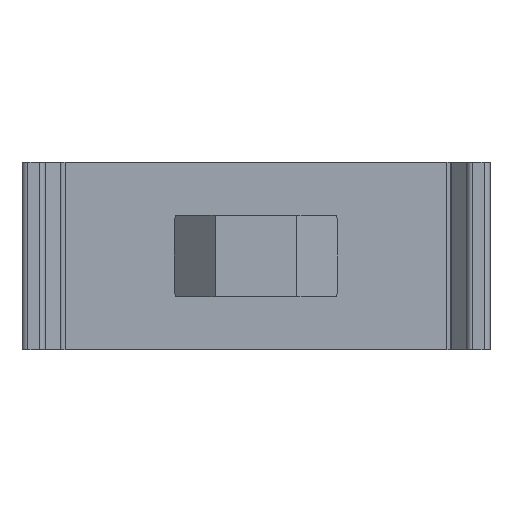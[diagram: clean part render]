
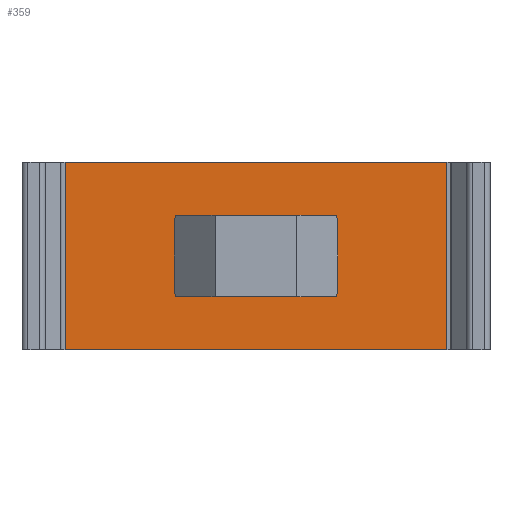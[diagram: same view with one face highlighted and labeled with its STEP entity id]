
A CAD part, front view. The second image highlights one B-rep face of the part: STEP entity #359.
In plain terms, the highlighted planar face has unit normal (0, -1, 0).
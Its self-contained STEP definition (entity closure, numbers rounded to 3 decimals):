
#359 = ADVANCED_FACE( '', ( #740, #741 ), #742, .F. );
#740 = FACE_OUTER_BOUND( '', #1117, .T. );
#741 = FACE_BOUND( '', #1118, .T. );
#742 = PLANE( '', #1119 );
#1117 = EDGE_LOOP( '', ( #2188, #2189, #2190, #2191 ) );
#1118 = EDGE_LOOP( '', ( #2192, #2193, #2194, #2195, #2196, #2197 ) );
#1119 = AXIS2_PLACEMENT_3D( '', #2198, #2199, #2200 );
#2188 = ORIENTED_EDGE( '', *, *, #2523, .T. );
#2189 = ORIENTED_EDGE( '', *, *, #2382, .F. );
#2190 = ORIENTED_EDGE( '', *, *, #2605, .F. );
#2191 = ORIENTED_EDGE( '', *, *, #2624, .T. );
#2192 = ORIENTED_EDGE( '', *, *, #2400, .T. );
#2193 = ORIENTED_EDGE( '', *, *, #2655, .T. );
#2194 = ORIENTED_EDGE( '', *, *, #2575, .T. );
#2195 = ORIENTED_EDGE( '', *, *, #2619, .T. );
#2196 = ORIENTED_EDGE( '', *, *, #2657, .T. );
#2197 = ORIENTED_EDGE( '', *, *, #2511, .T. );
#2198 = CARTESIAN_POINT( '', ( -16.3, 0., 8. ) );
#2199 = DIRECTION( '', ( 0., 1., 0. ) );
#2200 = DIRECTION( '', ( 0., 0., 1. ) );
#2382 = EDGE_CURVE( '', #2929, #2924, #2931, .T. );
#2400 = EDGE_CURVE( '', #2959, #2960, #2961, .T. );
#2511 = EDGE_CURVE( '', #3125, #2959, #3126, .T. );
#2523 = EDGE_CURVE( '', #3141, #2924, #3142, .T. );
#2575 = EDGE_CURVE( '', #3212, #3210, #3213, .T. );
#2605 = EDGE_CURVE( '', #3247, #2929, #3249, .T. );
#2619 = EDGE_CURVE( '', #3210, #3266, #3267, .T. );
#2624 = EDGE_CURVE( '', #3247, #3141, #3273, .T. );
#2655 = EDGE_CURVE( '', #2960, #3212, #3304, .T. );
#2657 = EDGE_CURVE( '', #3266, #3125, #3306, .T. );
#2924 = VERTEX_POINT( '', #3696 );
#2929 = VERTEX_POINT( '', #3703 );
#2931 = LINE( '', #3706, #3707 );
#2959 = VERTEX_POINT( '', #3743 );
#2960 = VERTEX_POINT( '', #3744 );
#2961 = LINE( '', #3745, #3746 );
#3125 = VERTEX_POINT( '', #4006 );
#3126 = LINE( '', #4007, #4008 );
#3141 = VERTEX_POINT( '', #4028 );
#3142 = LINE( '', #4029, #4030 );
#3210 = VERTEX_POINT( '', #4157 );
#3212 = VERTEX_POINT( '', #4160 );
#3213 = LINE( '', #4161, #4162 );
#3247 = VERTEX_POINT( '', #4210 );
#3249 = LINE( '', #4213, #4214 );
#3266 = VERTEX_POINT( '', #4261 );
#3267 = LINE( '', #4262, #4263 );
#3273 = LINE( '', #4271, #4272 );
#3304 = CIRCLE( '', #4307, 3.5 );
#3306 = CIRCLE( '', #4309, 3.5 );
#3696 = CARTESIAN_POINT( '', ( 16.3, 0., -8. ) );
#3703 = CARTESIAN_POINT( '', ( 16.3, 0., 8. ) );
#3706 = CARTESIAN_POINT( '', ( 16.3, 0., 8. ) );
#3707 = VECTOR( '', #4497, 1000. );
#3743 = CARTESIAN_POINT( '', ( 4., 0., -3.5 ) );
#3744 = CARTESIAN_POINT( '', ( -0.5, 0., -3.5 ) );
#3745 = CARTESIAN_POINT( '', ( 4., 0., -3.5 ) );
#3746 = VECTOR( '', #4518, 1000. );
#4006 = CARTESIAN_POINT( '', ( 4., 0., 0. ) );
#4007 = CARTESIAN_POINT( '', ( 4., 0., 0. ) );
#4008 = VECTOR( '', #4641, 1000. );
#4028 = CARTESIAN_POINT( '', ( -16.3, 0., -8. ) );
#4029 = CARTESIAN_POINT( '', ( -16.3, 0., -8. ) );
#4030 = VECTOR( '', #4656, 1000. );
#4157 = CARTESIAN_POINT( '', ( -4., 0., 3.5 ) );
#4160 = CARTESIAN_POINT( '', ( -4., 0., 0. ) );
#4161 = CARTESIAN_POINT( '', ( -4., 0., 0. ) );
#4162 = VECTOR( '', #4722, 1000. );
#4210 = CARTESIAN_POINT( '', ( -16.3, 0., 8. ) );
#4213 = CARTESIAN_POINT( '', ( -16.3, 0., 8. ) );
#4214 = VECTOR( '', #4765, 1000. );
#4261 = CARTESIAN_POINT( '', ( 0.5, 0., 3.5 ) );
#4262 = CARTESIAN_POINT( '', ( -4., 0., 3.5 ) );
#4263 = VECTOR( '', #4777, 1000. );
#4271 = CARTESIAN_POINT( '', ( -16.3, 0., 8. ) );
#4272 = VECTOR( '', #4780, 1000. );
#4307 = AXIS2_PLACEMENT_3D( '', #4800, #4801, #4802 );
#4309 = AXIS2_PLACEMENT_3D( '', #4803, #4804, #4805 );
#4497 = DIRECTION( '', ( 0., 0., -1. ) );
#4518 = DIRECTION( '', ( -1., 0., 0. ) );
#4641 = DIRECTION( '', ( 0., 0., -1. ) );
#4656 = DIRECTION( '', ( 1., 0., 0. ) );
#4722 = DIRECTION( '', ( 0., 0., 1. ) );
#4765 = DIRECTION( '', ( 1., 0., 0. ) );
#4777 = DIRECTION( '', ( 1., 0., 0. ) );
#4780 = DIRECTION( '', ( 0., 0., -1. ) );
#4800 = CARTESIAN_POINT( '', ( -0.5, 0., 0. ) );
#4801 = DIRECTION( '', ( 0., 1., 0. ) );
#4802 = DIRECTION( '', ( 1., 0., 0. ) );
#4803 = CARTESIAN_POINT( '', ( 0.5, 0., 0. ) );
#4804 = DIRECTION( '', ( 0., 1., 0. ) );
#4805 = DIRECTION( '', ( 1., 0., 0. ) );
